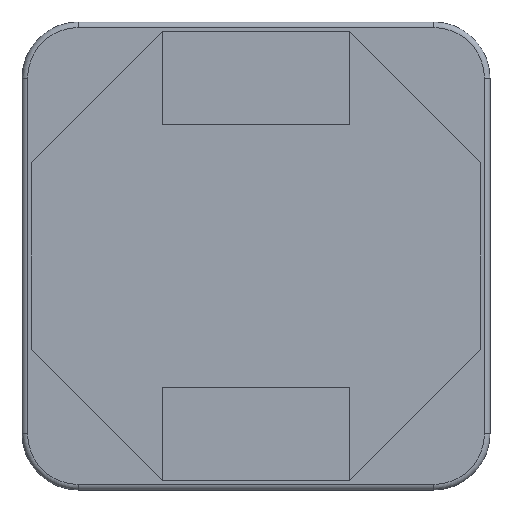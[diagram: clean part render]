
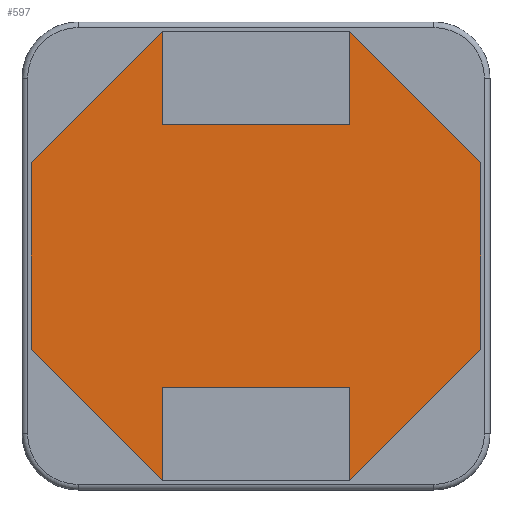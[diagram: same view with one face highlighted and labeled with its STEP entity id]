
A CAD part, front view. The second image highlights one B-rep face of the part: STEP entity #597.
In plain terms, the highlighted planar face has unit normal (0, -1, 0).
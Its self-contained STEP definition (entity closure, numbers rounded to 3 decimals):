
#16 = VERTEX_POINT ( 'NONE', #1615 ) ;
#53 = ORIENTED_EDGE ( 'NONE', *, *, #392, .F. ) ;
#58 = EDGE_CURVE ( 'NONE', #2371, #1080, #1499, .T. ) ;
#82 = VECTOR ( 'NONE', #686, 1000. ) ;
#85 = CARTESIAN_POINT ( 'NONE',  ( 6., 0.1, 2.485 ) ) ;
#89 = VERTEX_POINT ( 'NONE', #1671 ) ;
#96 = DIRECTION ( 'NONE',  ( 0., 1., 0. ) ) ;
#135 = EDGE_CURVE ( 'NONE', #1472, #2371, #614, .T. ) ;
#205 = ORIENTED_EDGE ( 'NONE', *, *, #1411, .F. ) ;
#262 = CARTESIAN_POINT ( 'NONE',  ( 2.5, 0.1, 3.5 ) ) ;
#263 = LINE ( 'NONE', #465, #426 ) ;
#283 = CARTESIAN_POINT ( 'NONE',  ( 2.5, 0.1, -3.5 ) ) ;
#299 = AXIS2_PLACEMENT_3D ( 'NONE', #2662, #96, #2428 ) ;
#317 = DIRECTION ( 'NONE',  ( 0.707, 0., -0.707 ) ) ;
#334 = CARTESIAN_POINT ( 'NONE',  ( 2.5, 0.1, -5.985 ) ) ;
#385 = ORIENTED_EDGE ( 'NONE', *, *, #58, .F. ) ;
#392 = EDGE_CURVE ( 'NONE', #2023, #2423, #695, .T. ) ;
#426 = VECTOR ( 'NONE', #2456, 1000. ) ;
#431 = ORIENTED_EDGE ( 'NONE', *, *, #2337, .T. ) ;
#462 = CARTESIAN_POINT ( 'NONE',  ( 2.5, 0.1, 0. ) ) ;
#465 = CARTESIAN_POINT ( 'NONE',  ( 6., 0.1, -2.485 ) ) ;
#488 = CARTESIAN_POINT ( 'NONE',  ( -6., 0.1, 2.485 ) ) ;
#565 = CARTESIAN_POINT ( 'NONE',  ( 2.5, 0.1, -3.5 ) ) ;
#588 = LINE ( 'NONE', #283, #1607 ) ;
#596 = CARTESIAN_POINT ( 'NONE',  ( -2.5, 0.1, -3.5 ) ) ;
#597 = ADVANCED_FACE ( 'NONE', ( #2598 ), #1519, .F. ) ;
#610 = VERTEX_POINT ( 'NONE', #2039 ) ;
#614 = LINE ( 'NONE', #2585, #1386 ) ;
#622 = EDGE_CURVE ( 'NONE', #89, #610, #1524, .T. ) ;
#657 = ORIENTED_EDGE ( 'NONE', *, *, #2458, .T. ) ;
#661 = VERTEX_POINT ( 'NONE', #565 ) ;
#686 = DIRECTION ( 'NONE',  ( 0.707, 0., 0.707 ) ) ;
#695 = LINE ( 'NONE', #488, #82 ) ;
#716 = DIRECTION ( 'NONE',  ( 0., 0., 1. ) ) ;
#720 = ORIENTED_EDGE ( 'NONE', *, *, #1364, .T. ) ;
#802 = VERTEX_POINT ( 'NONE', #334 ) ;
#822 = EDGE_CURVE ( 'NONE', #16, #2023, #2003, .T. ) ;
#884 = CARTESIAN_POINT ( 'NONE',  ( -2.485, 0.1, -6. ) ) ;
#923 = LINE ( 'NONE', #2528, #2008 ) ;
#948 = EDGE_CURVE ( 'NONE', #976, #1990, #2304, .T. ) ;
#972 = VECTOR ( 'NONE', #1328, 1000. ) ;
#976 = VERTEX_POINT ( 'NONE', #262 ) ;
#1039 = ORIENTED_EDGE ( 'NONE', *, *, #622, .T. ) ;
#1051 = CARTESIAN_POINT ( 'NONE',  ( 6., 0.1, -2.485 ) ) ;
#1080 = VERTEX_POINT ( 'NONE', #1051 ) ;
#1153 = CARTESIAN_POINT ( 'NONE',  ( 2.5, 0.1, -3.5 ) ) ;
#1172 = ORIENTED_EDGE ( 'NONE', *, *, #822, .F. ) ;
#1176 = DIRECTION ( 'NONE',  ( 1., 0., 0. ) ) ;
#1197 = DIRECTION ( 'NONE',  ( 0., 0., 1. ) ) ;
#1227 = ORIENTED_EDGE ( 'NONE', *, *, #948, .T. ) ;
#1292 = EDGE_LOOP ( 'NONE', ( #1227, #720, #53, #1172, #2212, #1039, #657, #431, #205, #385, #2011, #1670 ) ) ;
#1328 = DIRECTION ( 'NONE',  ( 0., 0., -1. ) ) ;
#1364 = EDGE_CURVE ( 'NONE', #1990, #2423, #923, .T. ) ;
#1386 = VECTOR ( 'NONE', #317, 1000. ) ;
#1411 = EDGE_CURVE ( 'NONE', #1080, #802, #263, .T. ) ;
#1455 = VECTOR ( 'NONE', #1964, 1000. ) ;
#1456 = DIRECTION ( 'NONE',  ( -0.707, 0., 0.707 ) ) ;
#1472 = VERTEX_POINT ( 'NONE', #1657 ) ;
#1499 = LINE ( 'NONE', #2125, #2323 ) ;
#1507 = LINE ( 'NONE', #462, #972 ) ;
#1512 = LINE ( 'NONE', #1153, #1455 ) ;
#1519 = PLANE ( 'NONE',  #299 ) ;
#1524 = LINE ( 'NONE', #596, #1558 ) ;
#1558 = VECTOR ( 'NONE', #2163, 1000. ) ;
#1607 = VECTOR ( 'NONE', #1176, 1000. ) ;
#1615 = CARTESIAN_POINT ( 'NONE',  ( -6., 0.1, -2.485 ) ) ;
#1657 = CARTESIAN_POINT ( 'NONE',  ( 2.5, 0.1, 5.985 ) ) ;
#1670 = ORIENTED_EDGE ( 'NONE', *, *, #2618, .T. ) ;
#1671 = CARTESIAN_POINT ( 'NONE',  ( -2.5, 0.1, -5.985 ) ) ;
#1812 = DIRECTION ( 'NONE',  ( 0., 0., -1. ) ) ;
#1819 = CARTESIAN_POINT ( 'NONE',  ( -2.5, 0.1, 3.5 ) ) ;
#1832 = CARTESIAN_POINT ( 'NONE',  ( -6., 0.1, -2.485 ) ) ;
#1841 = VECTOR ( 'NONE', #1197, 1000. ) ;
#1964 = DIRECTION ( 'NONE',  ( 0., 0., -1. ) ) ;
#1990 = VERTEX_POINT ( 'NONE', #1819 ) ;
#2003 = LINE ( 'NONE', #1832, #1841 ) ;
#2008 = VECTOR ( 'NONE', #716, 1000. ) ;
#2011 = ORIENTED_EDGE ( 'NONE', *, *, #135, .F. ) ;
#2023 = VERTEX_POINT ( 'NONE', #2639 ) ;
#2039 = CARTESIAN_POINT ( 'NONE',  ( -2.5, 0.1, -3.5 ) ) ;
#2061 = LINE ( 'NONE', #884, #2129 ) ;
#2125 = CARTESIAN_POINT ( 'NONE',  ( 6., 0.1, 2.485 ) ) ;
#2129 = VECTOR ( 'NONE', #1456, 1000. ) ;
#2163 = DIRECTION ( 'NONE',  ( 0., 0., 1. ) ) ;
#2179 = DIRECTION ( 'NONE',  ( -1., 0., 0. ) ) ;
#2203 = VECTOR ( 'NONE', #2179, 1000. ) ;
#2212 = ORIENTED_EDGE ( 'NONE', *, *, #2633, .F. ) ;
#2304 = LINE ( 'NONE', #2332, #2203 ) ;
#2323 = VECTOR ( 'NONE', #1812, 1000. ) ;
#2332 = CARTESIAN_POINT ( 'NONE',  ( 0., 0.1, 3.5 ) ) ;
#2337 = EDGE_CURVE ( 'NONE', #661, #802, #1512, .T. ) ;
#2371 = VERTEX_POINT ( 'NONE', #85 ) ;
#2423 = VERTEX_POINT ( 'NONE', #2581 ) ;
#2428 = DIRECTION ( 'NONE',  ( 0., 0., 1. ) ) ;
#2456 = DIRECTION ( 'NONE',  ( -0.707, 0., -0.707 ) ) ;
#2458 = EDGE_CURVE ( 'NONE', #610, #661, #588, .T. ) ;
#2528 = CARTESIAN_POINT ( 'NONE',  ( -2.5, 0.1, 0. ) ) ;
#2581 = CARTESIAN_POINT ( 'NONE',  ( -2.5, 0.1, 5.985 ) ) ;
#2585 = CARTESIAN_POINT ( 'NONE',  ( 2.485, 0.1, 6. ) ) ;
#2598 = FACE_OUTER_BOUND ( 'NONE', #1292, .T. ) ;
#2618 = EDGE_CURVE ( 'NONE', #1472, #976, #1507, .T. ) ;
#2633 = EDGE_CURVE ( 'NONE', #89, #16, #2061, .T. ) ;
#2639 = CARTESIAN_POINT ( 'NONE',  ( -6., 0.1, 2.485 ) ) ;
#2662 = CARTESIAN_POINT ( 'NONE',  ( 0., 0.1, 0. ) ) ;
